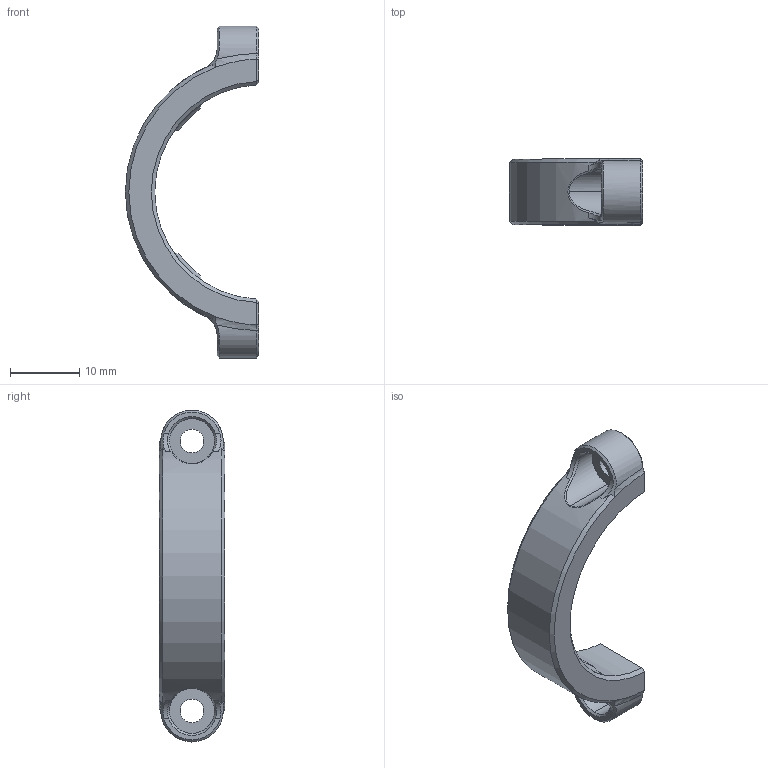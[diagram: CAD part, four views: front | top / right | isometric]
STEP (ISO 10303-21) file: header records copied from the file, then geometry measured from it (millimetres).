
FILE_DESCRIPTION (( 'STEP AP214' ), '1' );
FILE_NAME ('1225-11054-02 - Rev01.STEP', '2019-07-15T14:11:47', ( '' ), ( '' ), 'SwSTEP 2.0', 'SolidWorks 2018', '' );
FILE_SCHEMA (( 'AUTOMOTIVE_DESIGN' ));
Length unit declared in the file: millimetre
Products named in the file (1): 1225-11054-02 - Rev01
Bounding box: 19.25 x 9.5 x 48 mm (x, y, z)
Volume: 2294.1 mm3; surface area: 1873.9 mm2
Topology: 1 solids, 1 shells, 81 faces, 209 edges, 132 vertices
Faces by surface type: cylinder 24, bspline 22, cone 17, plane 14, torus 4
Entity records: 5379 total; most frequent: CARTESIAN_POINT 3603, ORIENTED_EDGE 418, DIRECTION 277, EDGE_CURVE 209, VERTEX_POINT 132, AXIS2_PLACEMENT_3D 116, B_SPLINE_CURVE_WITH_KNOTS 108, EDGE_LOOP 87
